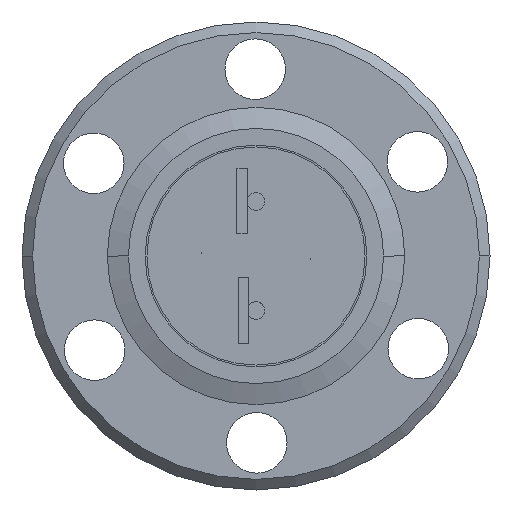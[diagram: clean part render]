
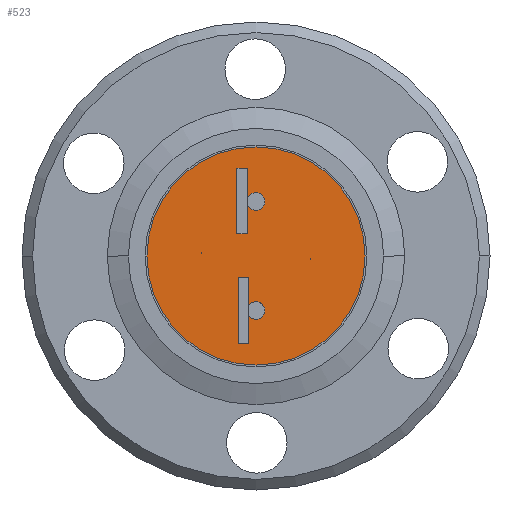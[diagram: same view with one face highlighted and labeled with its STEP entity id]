
A CAD part, front view. The second image highlights one B-rep face of the part: STEP entity #523.
In plain terms, the highlighted planar face has unit normal (0, -1, 0).
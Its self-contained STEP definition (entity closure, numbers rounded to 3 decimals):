
#14 = CIRCLE ( 'NONE', #3222, 0.635 ) ;
#22 = FACE_BOUND ( 'NONE', #2960, .T. ) ;
#99 = EDGE_LOOP ( 'NONE', ( #821, #5256 ) ) ;
#180 = CARTESIAN_POINT ( 'NONE',  ( 3.932, -51.993, -0.224 ) ) ;
#335 = EDGE_CURVE ( 'NONE', #429, #2677, #1879, .T. ) ;
#376 = CIRCLE ( 'NONE', #2703, 0.025 ) ;
#429 = VERTEX_POINT ( 'NONE', #1349 ) ;
#448 = CIRCLE ( 'NONE', #3590, 7.874 ) ;
#460 = CARTESIAN_POINT ( 'NONE',  ( 0., -51.993, 0. ) ) ;
#486 = DIRECTION ( 'NONE',  ( 0., 1., 0. ) ) ;
#523 = ADVANCED_FACE ( 'NONE', ( #4372, #5358, #22, #4250, #3124 ), #4910, .F. ) ;
#646 = CARTESIAN_POINT ( 'NONE',  ( -3.932, -51.993, 0.224 ) ) ;
#666 = AXIS2_PLACEMENT_3D ( 'NONE', #2105, #5074, #2553 ) ;
#672 = CARTESIAN_POINT ( 'NONE',  ( 0., -51.993, 0. ) ) ;
#699 = DIRECTION ( 'NONE',  ( 0., -1., 0. ) ) ;
#740 = DIRECTION ( 'NONE',  ( 0., -1., 0. ) ) ;
#811 = ORIENTED_EDGE ( 'NONE', *, *, #2057, .F. ) ;
#821 = ORIENTED_EDGE ( 'NONE', *, *, #3315, .T. ) ;
#859 = CARTESIAN_POINT ( 'NONE',  ( -0.635, -51.993, -3.937 ) ) ;
#878 = DIRECTION ( 'NONE',  ( 0., 0., -1. ) ) ;
#896 = CARTESIAN_POINT ( 'NONE',  ( -0.635, -51.993, 3.937 ) ) ;
#925 = EDGE_LOOP ( 'NONE', ( #2924, #3187 ) ) ;
#926 = ORIENTED_EDGE ( 'NONE', *, *, #335, .F. ) ;
#935 = CIRCLE ( 'NONE', #666, 7.874 ) ;
#991 = CARTESIAN_POINT ( 'NONE',  ( -3.932, -51.993, 0.173 ) ) ;
#1024 = CIRCLE ( 'NONE', #4495, 0.635 ) ;
#1119 = AXIS2_PLACEMENT_3D ( 'NONE', #672, #2378, #5331 ) ;
#1188 = CARTESIAN_POINT ( 'NONE',  ( 3.932, -51.993, -0.199 ) ) ;
#1278 = VERTEX_POINT ( 'NONE', #3659 ) ;
#1285 = DIRECTION ( 'NONE',  ( 0., 1., 0. ) ) ;
#1286 = VERTEX_POINT ( 'NONE', #1553 ) ;
#1349 = CARTESIAN_POINT ( 'NONE',  ( 0.635, -51.993, -3.937 ) ) ;
#1388 = VERTEX_POINT ( 'NONE', #180 ) ;
#1451 = CARTESIAN_POINT ( 'NONE',  ( 3.932, -51.993, -0.199 ) ) ;
#1553 = CARTESIAN_POINT ( 'NONE',  ( 0., -51.993, -7.874 ) ) ;
#1570 = CARTESIAN_POINT ( 'NONE',  ( -3.932, -51.993, 0.199 ) ) ;
#1718 = DIRECTION ( 'NONE',  ( 0., -1., 0. ) ) ;
#1865 = DIRECTION ( 'NONE',  ( 0., 0., 1. ) ) ;
#1874 = VERTEX_POINT ( 'NONE', #2509 ) ;
#1879 = CIRCLE ( 'NONE', #3399, 0.635 ) ;
#1965 = AXIS2_PLACEMENT_3D ( 'NONE', #1188, #486, #4728 ) ;
#1985 = DIRECTION ( 'NONE',  ( 0., 0., 1. ) ) ;
#2057 = EDGE_CURVE ( 'NONE', #3792, #1286, #935, .T. ) ;
#2086 = ORIENTED_EDGE ( 'NONE', *, *, #5350, .T. ) ;
#2105 = CARTESIAN_POINT ( 'NONE',  ( 0., -51.993, 0. ) ) ;
#2148 = CIRCLE ( 'NONE', #1965, 0.025 ) ;
#2278 = EDGE_CURVE ( 'NONE', #1278, #2322, #14, .T. ) ;
#2297 = CARTESIAN_POINT ( 'NONE',  ( 0., -51.993, 3.937 ) ) ;
#2322 = VERTEX_POINT ( 'NONE', #896 ) ;
#2378 = DIRECTION ( 'NONE',  ( 0., 1., 0. ) ) ;
#2387 = EDGE_LOOP ( 'NONE', ( #926, #4233 ) ) ;
#2509 = CARTESIAN_POINT ( 'NONE',  ( 3.932, -51.993, -0.173 ) ) ;
#2513 = EDGE_CURVE ( 'NONE', #2677, #429, #3499, .T. ) ;
#2553 = DIRECTION ( 'NONE',  ( 0., 0., -1. ) ) ;
#2559 = ORIENTED_EDGE ( 'NONE', *, *, #2684, .F. ) ;
#2677 = VERTEX_POINT ( 'NONE', #859 ) ;
#2684 = EDGE_CURVE ( 'NONE', #1286, #3792, #448, .T. ) ;
#2703 = AXIS2_PLACEMENT_3D ( 'NONE', #1570, #4521, #1985 ) ;
#2741 = DIRECTION ( 'NONE',  ( 1., 0., 0. ) ) ;
#2752 = EDGE_LOOP ( 'NONE', ( #2559, #811 ) ) ;
#2924 = ORIENTED_EDGE ( 'NONE', *, *, #2278, .F. ) ;
#2960 = EDGE_LOOP ( 'NONE', ( #3751, #2086 ) ) ;
#3124 = FACE_BOUND ( 'NONE', #925, .T. ) ;
#3137 = EDGE_CURVE ( 'NONE', #1874, #1388, #3425, .T. ) ;
#3165 = EDGE_CURVE ( 'NONE', #2322, #1278, #1024, .T. ) ;
#3187 = ORIENTED_EDGE ( 'NONE', *, *, #3165, .F. ) ;
#3222 = AXIS2_PLACEMENT_3D ( 'NONE', #4244, #1718, #4673 ) ;
#3240 = CARTESIAN_POINT ( 'NONE',  ( 0., -51.993, -3.937 ) ) ;
#3255 = CIRCLE ( 'NONE', #4867, 0.025 ) ;
#3279 = CARTESIAN_POINT ( 'NONE',  ( 0., -51.993, -3.937 ) ) ;
#3315 = EDGE_CURVE ( 'NONE', #3819, #4398, #376, .T. ) ;
#3399 = AXIS2_PLACEMENT_3D ( 'NONE', #3240, #699, #3681 ) ;
#3425 = CIRCLE ( 'NONE', #3657, 0.025 ) ;
#3426 = DIRECTION ( 'NONE',  ( 0., 1., 0. ) ) ;
#3499 = CIRCLE ( 'NONE', #4536, 0.635 ) ;
#3590 = AXIS2_PLACEMENT_3D ( 'NONE', #460, #3426, #878 ) ;
#3657 = AXIS2_PLACEMENT_3D ( 'NONE', #1451, #4395, #1865 ) ;
#3659 = CARTESIAN_POINT ( 'NONE',  ( 0.635, -51.993, 3.937 ) ) ;
#3681 = DIRECTION ( 'NONE',  ( 1., 0., 0. ) ) ;
#3714 = DIRECTION ( 'NONE',  ( 1., 0., 0. ) ) ;
#3751 = ORIENTED_EDGE ( 'NONE', *, *, #3137, .T. ) ;
#3792 = VERTEX_POINT ( 'NONE', #5286 ) ;
#3819 = VERTEX_POINT ( 'NONE', #646 ) ;
#3833 = CARTESIAN_POINT ( 'NONE',  ( -3.932, -51.993, 0.199 ) ) ;
#4158 = EDGE_CURVE ( 'NONE', #4398, #3819, #3255, .T. ) ;
#4233 = ORIENTED_EDGE ( 'NONE', *, *, #2513, .F. ) ;
#4242 = DIRECTION ( 'NONE',  ( 0., 0., 1. ) ) ;
#4244 = CARTESIAN_POINT ( 'NONE',  ( 0., -51.993, 3.937 ) ) ;
#4250 = FACE_BOUND ( 'NONE', #99, .T. ) ;
#4372 = FACE_BOUND ( 'NONE', #2387, .T. ) ;
#4395 = DIRECTION ( 'NONE',  ( 0., 1., 0. ) ) ;
#4398 = VERTEX_POINT ( 'NONE', #991 ) ;
#4495 = AXIS2_PLACEMENT_3D ( 'NONE', #2297, #5267, #2741 ) ;
#4521 = DIRECTION ( 'NONE',  ( 0., 1., 0. ) ) ;
#4536 = AXIS2_PLACEMENT_3D ( 'NONE', #3279, #740, #3714 ) ;
#4673 = DIRECTION ( 'NONE',  ( 1., 0., 0. ) ) ;
#4728 = DIRECTION ( 'NONE',  ( 0., 0., 1. ) ) ;
#4867 = AXIS2_PLACEMENT_3D ( 'NONE', #3833, #1285, #4242 ) ;
#4910 = PLANE ( 'NONE',  #1119 ) ;
#5074 = DIRECTION ( 'NONE',  ( 0., 1., 0. ) ) ;
#5256 = ORIENTED_EDGE ( 'NONE', *, *, #4158, .T. ) ;
#5267 = DIRECTION ( 'NONE',  ( 0., -1., 0. ) ) ;
#5286 = CARTESIAN_POINT ( 'NONE',  ( 0., -51.993, 7.874 ) ) ;
#5331 = DIRECTION ( 'NONE',  ( 0., 0., 1. ) ) ;
#5350 = EDGE_CURVE ( 'NONE', #1388, #1874, #2148, .T. ) ;
#5358 = FACE_OUTER_BOUND ( 'NONE', #2752, .T. ) ;
